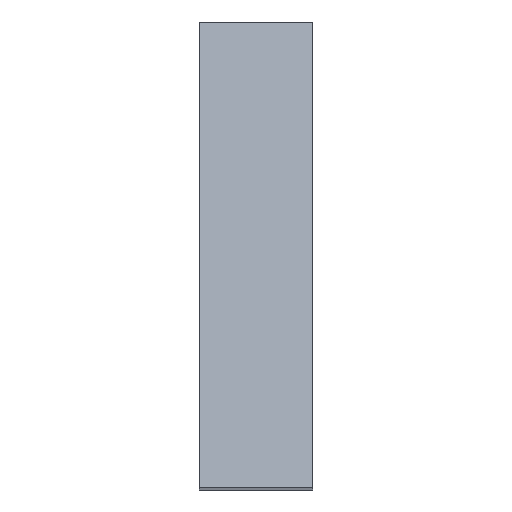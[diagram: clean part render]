
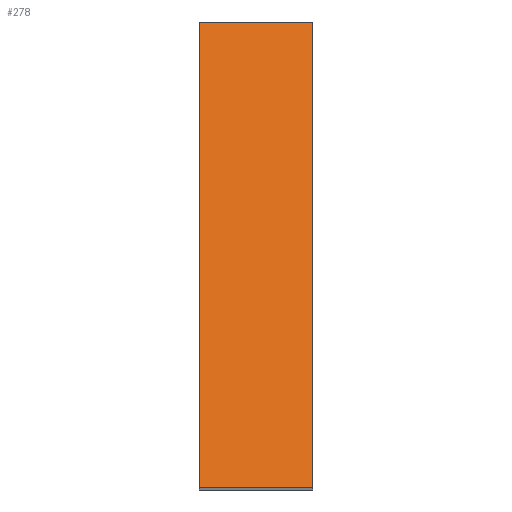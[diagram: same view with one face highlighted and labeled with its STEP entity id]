
A CAD part, top view. The second image highlights one B-rep face of the part: STEP entity #278.
In plain terms, the highlighted planar face has unit normal (0, 0.82, 0.572).
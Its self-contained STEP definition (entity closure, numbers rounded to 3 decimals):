
#33=FACE_OUTER_BOUND('',#47,.T.);
#47=EDGE_LOOP('',(#226,#227,#228,#229));
#79=LINE('',#433,#113);
#85=LINE('',#448,#119);
#86=LINE('',#450,#120);
#87=LINE('',#451,#121);
#113=VECTOR('',#356,10.);
#119=VECTOR('',#370,10.);
#120=VECTOR('',#373,10.);
#121=VECTOR('',#374,10.);
#138=VERTEX_POINT('',#429);
#140=VERTEX_POINT('',#432);
#144=VERTEX_POINT('',#444);
#145=VERTEX_POINT('',#446);
#171=EDGE_CURVE('',#138,#140,#79,.T.);
#179=EDGE_CURVE('',#144,#145,#85,.T.);
#180=EDGE_CURVE('',#144,#138,#86,.T.);
#181=EDGE_CURVE('',#140,#145,#87,.T.);
#226=ORIENTED_EDGE('',*,*,#180,.F.);
#227=ORIENTED_EDGE('',*,*,#179,.T.);
#228=ORIENTED_EDGE('',*,*,#181,.F.);
#229=ORIENTED_EDGE('',*,*,#171,.F.);
#264=PLANE('',#308);
#278=ADVANCED_FACE('',(#33),#264,.T.);
#308=AXIS2_PLACEMENT_3D('',#449,#371,#372);
#356=DIRECTION('',(-1.,0.,0.));
#370=DIRECTION('',(-1.,0.,0.));
#371=DIRECTION('center_axis',(0.,0.82,0.572));
#372=DIRECTION('ref_axis',(0.,0.572,-0.82));
#373=DIRECTION('',(0.,-0.572,0.82));
#374=DIRECTION('',(0.,0.572,-0.82));
#429=CARTESIAN_POINT('',(-588.8,144.361,131.914));
#432=CARTESIAN_POINT('',(-602.,144.361,131.914));
#433=CARTESIAN_POINT('',(-588.8,144.361,131.914));
#444=CARTESIAN_POINT('',(-588.8,198.798,53.874));
#446=CARTESIAN_POINT('',(-602.,198.798,53.874));
#448=CARTESIAN_POINT('',(-588.8,198.798,53.874));
#449=CARTESIAN_POINT('Origin',(-588.8,144.361,131.914));
#450=CARTESIAN_POINT('',(-588.8,201.5,50.));
#451=CARTESIAN_POINT('',(-602.,201.5,50.));
